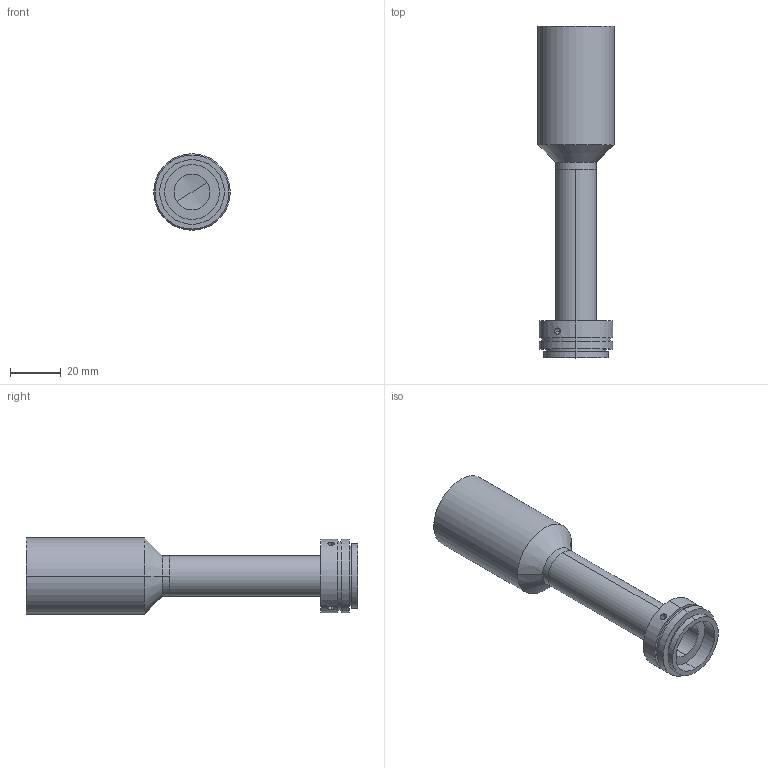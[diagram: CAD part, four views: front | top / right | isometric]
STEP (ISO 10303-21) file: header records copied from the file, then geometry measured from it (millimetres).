
FILE_DESCRIPTION (( 'STEP AP203' ), '1' );
FILE_NAME ('XF-T1X110.STEP', '2015-07-31T06:13:20', ( 'Lxtx999.CoM' ), ( 'Lxtx999.CoM' ), 'SwSTEP 2.0', 'SolidWorks 2014', '' );
FILE_SCHEMA (( 'CONFIG_CONTROL_DESIGN' ));
Length unit declared in the file: millimetre
Products named in the file (1): XF-T1X110
Bounding box: 30 x 130.23 x 30 mm (x, y, z)
Surface area: 12889.3 mm2 (no closed solid volume)
Topology: 0 solids, 7 shells, 51 faces, 128 edges, 87 vertices
Faces by surface type: cylinder 30, plane 17, cone 2, sphere 2
Entity records: 1827 total; most frequent: CARTESIAN_POINT 495, DIRECTION 288, ORIENTED_EDGE 218, EDGE_CURVE 128, AXIS2_PLACEMENT_3D 120, VERTEX_POINT 87, CIRCLE 68, EDGE_LOOP 63
